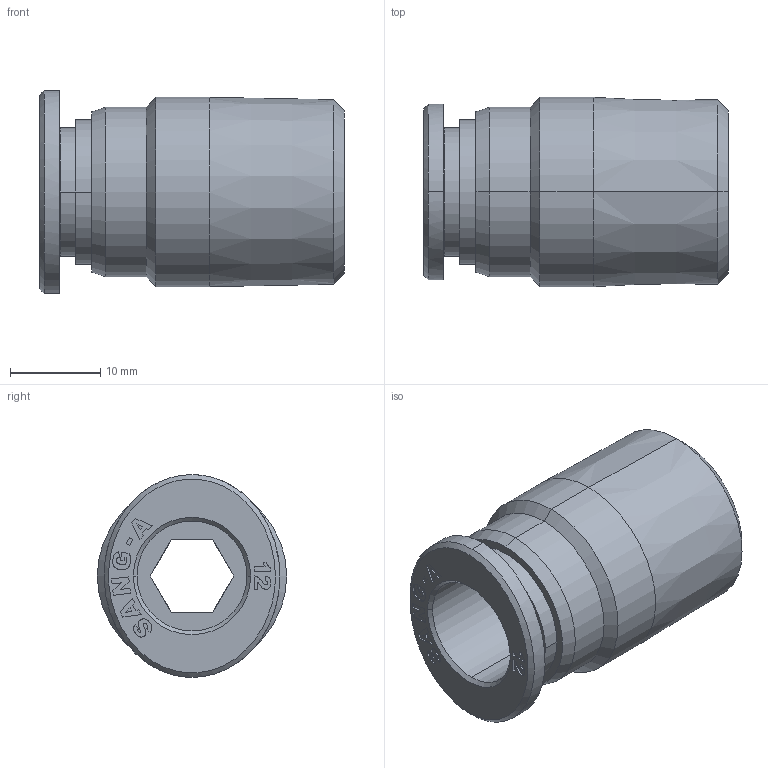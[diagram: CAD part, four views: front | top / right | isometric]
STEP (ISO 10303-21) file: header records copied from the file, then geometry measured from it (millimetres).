
FILE_DESCRIPTION((''),'2;1');
FILE_NAME('GPOC 1204(3D).stp','2012-12-26T18:14:19',(''),(''),'Mechanical Desktop.R8.0.24.0','Mechanical Desktop.R8.0.24.0',', , ');
FILE_SCHEMA(('CONFIG_CONTROL_DESIGN'));
Length unit declared in the file: millimetre
Products named in the file (2): GPOC 1204(3D); ºÎÇ°1
Assembly tree (1 placements, depth 2):
  GPOC 1204(3D)
    ºÎÇ°1
Bounding box: 33.8 x 21 x 22.5 mm (x, y, z)
Volume: 6679.1 mm3; surface area: 4119.3 mm2
Topology: 1 solids, 1 shells, 381 faces, 1080 edges, 715 vertices
Faces by surface type: plane 344, cone 16, cylinder 13, bspline 8
Entity records: 12617 total; most frequent: CARTESIAN_POINT 2645, ORIENTED_EDGE 2160, DIRECTION 1850, EDGE_CURVE 1080, VECTOR 1014, LINE 1014, VERTEX_POINT 715, AXIS2_PLACEMENT_3D 418
